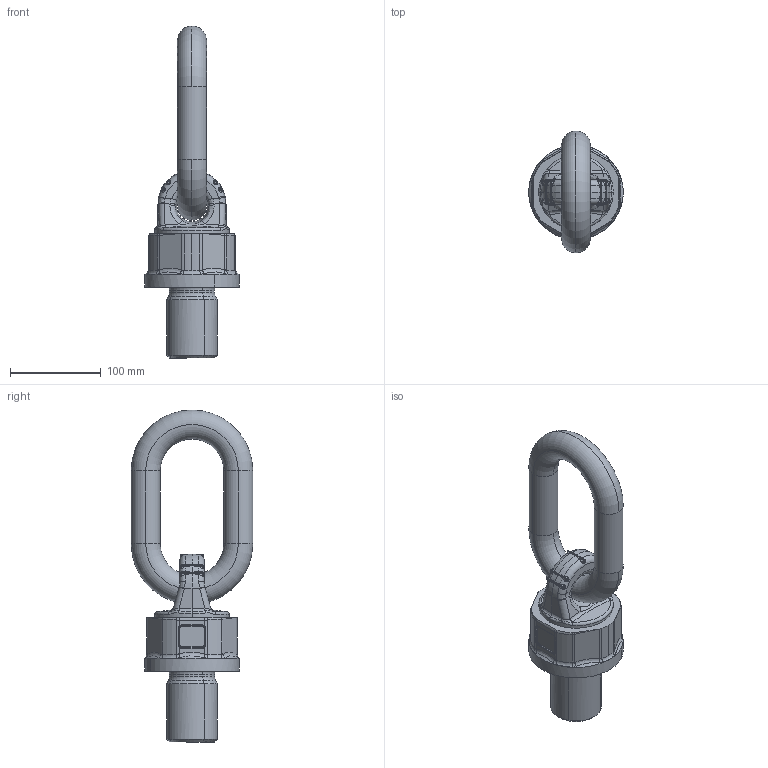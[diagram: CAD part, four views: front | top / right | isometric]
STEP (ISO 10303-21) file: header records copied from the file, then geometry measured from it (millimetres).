
FILE_DESCRIPTION(('CATIA V5 STEP Exchange'),'2;1');
FILE_NAME('8-251-170-05.stp','2019-08-08T06:00:49+00:00',('none'),('none'),'CATIA Version 5 Release 21 GA (IN-10)','CATIA V5 STEP AP203','none');
FILE_SCHEMA(('CONFIG_CONTROL_DESIGN'));
Length unit declared in the file: millimetre
Products named in the file (2): 8-251-170-05; 產品1
Assembly tree (4 placements, depth 3):
  8-251-170-05
    產品1
      #66
      #7745
    #30273
Bounding box: 103.95 x 134 x 365.71 mm (x, y, z)
Volume: 1211109 mm3; surface area: 139908.8 mm2
Topology: 3 solids, 3 shells, 504 faces, 1195 edges, 657 vertices
Faces by surface type: bspline 208, cylinder 94, torus 66, cone 56, plane 40, sphere 40
Entity records: 30585 total; most frequent: CARTESIAN_POINT 21385, ORIENTED_EDGE 2310, EDGE_CURVE 1155, DIRECTION 1047, VERTEX_POINT 657, B_SPLINE_CURVE_WITH_KNOTS 648, AXIS2_PLACEMENT_3D 610, EDGE_LOOP 508
